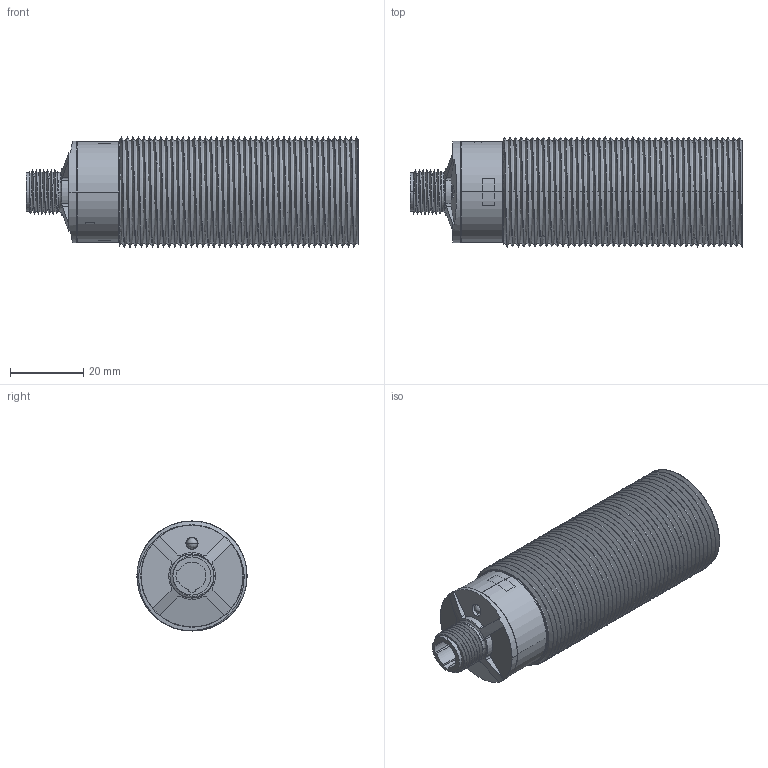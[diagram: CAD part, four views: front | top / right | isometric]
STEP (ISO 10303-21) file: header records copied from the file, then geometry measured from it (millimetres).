
FILE_DESCRIPTION((''),'2;1');
FILE_NAME('156675_ASM','2016-04-07T',('PDMAdmin'),(''),'PRO/ENGINEER BY PARAMETRIC TECHNOLOGY CORPORATION, 2013230','PRO/ENGINEER BY PARAMETRIC TECHNOLOGY CORPORATION, 2013230','');
FILE_SCHEMA(('CONFIG_CONTROL_DESIGN'));
Length unit declared in the file: inch
Products named in the file (7): 32189; 141181; 33231_AF0; 28557; 32152_AF0; 32394_WEB_LABEL; 156675_ASM
Assembly tree (6 placements, depth 2):
  156675_ASM
    32189
    141181
    33231_AF0
    28557
    32152_AF0
    32394_WEB_LABEL
Bounding box: 90.41 x 29.97 x 29.97 mm (x, y, z)
Volume: 12706.1 mm3; surface area: 34445.6 mm2
Topology: 7 solids, 8 shells, 375 faces, 943 edges, 610 vertices
Faces by surface type: cylinder 203, plane 109, bspline 33, cone 20, torus 6, revolution 2, sphere 2
Entity records: 24873 total; most frequent: CARTESIAN_POINT 16142, ORIENTED_EDGE 1874, DIRECTION 1616, EDGE_CURVE 939, VERTEX_POINT 610, AXIS2_PLACEMENT_3D 609, EDGE_LOOP 417, VECTOR 396
